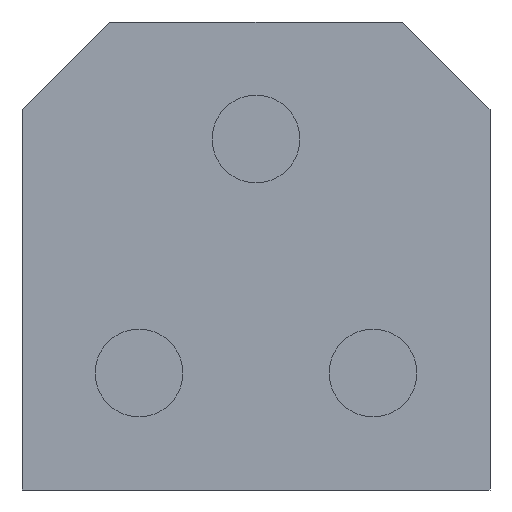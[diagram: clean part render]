
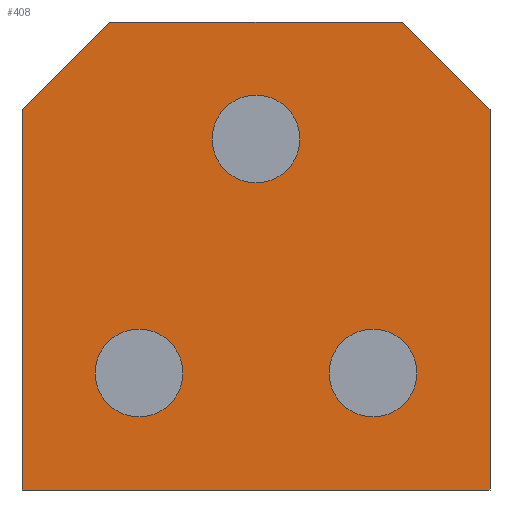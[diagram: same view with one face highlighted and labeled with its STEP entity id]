
A CAD part, front view. The second image highlights one B-rep face of the part: STEP entity #408.
In plain terms, the highlighted planar face has unit normal (0, -1, 0).
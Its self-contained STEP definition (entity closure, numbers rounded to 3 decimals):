
#16=FACE_BOUND('',#85,.T.);
#17=FACE_BOUND('',#86,.T.);
#18=FACE_BOUND('',#87,.T.);
#37=PLANE('',#469);
#60=FACE_OUTER_BOUND('',#84,.T.);
#84=EDGE_LOOP('',(#365,#366,#367,#368,#369,#370));
#85=EDGE_LOOP('',(#371,#372));
#86=EDGE_LOOP('',(#373,#374));
#87=EDGE_LOOP('',(#375,#376));
#103=LINE('',#664,#140);
#112=LINE('',#681,#149);
#115=LINE('',#688,#152);
#123=LINE('',#703,#160);
#124=LINE('',#705,#161);
#125=LINE('',#707,#162);
#140=VECTOR('',#547,10.);
#149=VECTOR('',#562,10.);
#152=VECTOR('',#569,10.);
#160=VECTOR('',#583,10.);
#161=VECTOR('',#586,10.);
#162=VECTOR('',#589,10.);
#163=CIRCLE('',#431,3.);
#164=CIRCLE('',#432,3.);
#167=CIRCLE('',#437,3.);
#168=CIRCLE('',#438,3.);
#171=CIRCLE('',#443,3.);
#172=CIRCLE('',#444,3.);
#179=VERTEX_POINT('',#594);
#180=VERTEX_POINT('',#595);
#183=VERTEX_POINT('',#605);
#184=VERTEX_POINT('',#606);
#187=VERTEX_POINT('',#616);
#188=VERTEX_POINT('',#617);
#204=VERTEX_POINT('',#661);
#205=VERTEX_POINT('',#663);
#210=VERTEX_POINT('',#679);
#211=VERTEX_POINT('',#685);
#212=VERTEX_POINT('',#687);
#216=VERTEX_POINT('',#701);
#217=EDGE_CURVE('',#179,#180,#163,.T.);
#218=EDGE_CURVE('',#180,#179,#164,.T.);
#222=EDGE_CURVE('',#183,#184,#167,.T.);
#223=EDGE_CURVE('',#184,#183,#168,.T.);
#227=EDGE_CURVE('',#187,#188,#171,.T.);
#228=EDGE_CURVE('',#188,#187,#172,.T.);
#249=EDGE_CURVE('',#204,#205,#103,.T.);
#258=EDGE_CURVE('',#210,#204,#112,.T.);
#261=EDGE_CURVE('',#211,#212,#115,.T.);
#269=EDGE_CURVE('',#216,#210,#123,.T.);
#270=EDGE_CURVE('',#212,#216,#124,.T.);
#271=EDGE_CURVE('',#205,#211,#125,.T.);
#365=ORIENTED_EDGE('',*,*,#249,.F.);
#366=ORIENTED_EDGE('',*,*,#258,.F.);
#367=ORIENTED_EDGE('',*,*,#269,.F.);
#368=ORIENTED_EDGE('',*,*,#270,.F.);
#369=ORIENTED_EDGE('',*,*,#261,.F.);
#370=ORIENTED_EDGE('',*,*,#271,.F.);
#371=ORIENTED_EDGE('',*,*,#217,.T.);
#372=ORIENTED_EDGE('',*,*,#218,.T.);
#373=ORIENTED_EDGE('',*,*,#222,.T.);
#374=ORIENTED_EDGE('',*,*,#223,.T.);
#375=ORIENTED_EDGE('',*,*,#227,.T.);
#376=ORIENTED_EDGE('',*,*,#228,.T.);
#408=ADVANCED_FACE('',(#60,#16,#17,#18),#37,.T.);
#431=AXIS2_PLACEMENT_3D('',#596,#475,#476);
#432=AXIS2_PLACEMENT_3D('',#597,#477,#478);
#437=AXIS2_PLACEMENT_3D('',#607,#488,#489);
#438=AXIS2_PLACEMENT_3D('',#608,#490,#491);
#443=AXIS2_PLACEMENT_3D('',#618,#501,#502);
#444=AXIS2_PLACEMENT_3D('',#619,#503,#504);
#469=AXIS2_PLACEMENT_3D('',#706,#587,#588);
#475=DIRECTION('center_axis',(0.,1.,0.));
#476=DIRECTION('ref_axis',(1.,0.,0.));
#477=DIRECTION('center_axis',(0.,1.,0.));
#478=DIRECTION('ref_axis',(1.,0.,0.));
#488=DIRECTION('center_axis',(0.,1.,0.));
#489=DIRECTION('ref_axis',(1.,0.,0.));
#490=DIRECTION('center_axis',(0.,1.,0.));
#491=DIRECTION('ref_axis',(1.,0.,0.));
#501=DIRECTION('center_axis',(0.,1.,0.));
#502=DIRECTION('ref_axis',(1.,0.,0.));
#503=DIRECTION('center_axis',(0.,1.,0.));
#504=DIRECTION('ref_axis',(1.,0.,0.));
#547=DIRECTION('',(0.707,0.,-0.707));
#562=DIRECTION('',(1.,0.,0.));
#569=DIRECTION('',(-1.,0.,0.));
#583=DIRECTION('',(0.707,0.,0.707));
#586=DIRECTION('',(0.,0.,1.));
#587=DIRECTION('center_axis',(0.,-1.,0.));
#588=DIRECTION('ref_axis',(0.,0.,-1.));
#589=DIRECTION('',(0.,0.,-1.));
#594=CARTESIAN_POINT('',(11.,0.,8.));
#595=CARTESIAN_POINT('',(5.,0.,8.));
#596=CARTESIAN_POINT('Origin',(8.,0.,8.));
#597=CARTESIAN_POINT('Origin',(8.,0.,8.));
#605=CARTESIAN_POINT('',(-5.,0.,8.));
#606=CARTESIAN_POINT('',(-11.,0.,8.));
#607=CARTESIAN_POINT('Origin',(-8.,0.,8.));
#608=CARTESIAN_POINT('Origin',(-8.,0.,8.));
#616=CARTESIAN_POINT('',(3.,0.,24.));
#617=CARTESIAN_POINT('',(-3.,0.,24.));
#618=CARTESIAN_POINT('Origin',(0.,0.,24.));
#619=CARTESIAN_POINT('Origin',(0.,0.,24.));
#661=CARTESIAN_POINT('',(10.,0.,32.));
#663=CARTESIAN_POINT('',(16.,0.,26.));
#664=CARTESIAN_POINT('',(9.,0.,33.));
#679=CARTESIAN_POINT('',(-10.,0.,32.));
#681=CARTESIAN_POINT('',(0.,0.,32.));
#685=CARTESIAN_POINT('',(16.,0.,0.));
#687=CARTESIAN_POINT('',(-16.,0.,0.));
#688=CARTESIAN_POINT('',(0.,0.,0.));
#701=CARTESIAN_POINT('',(-16.,0.,26.));
#703=CARTESIAN_POINT('',(-9.,0.,33.));
#705=CARTESIAN_POINT('',(-16.,0.,32.));
#706=CARTESIAN_POINT('Origin',(0.,0.,32.));
#707=CARTESIAN_POINT('',(16.,0.,32.));
